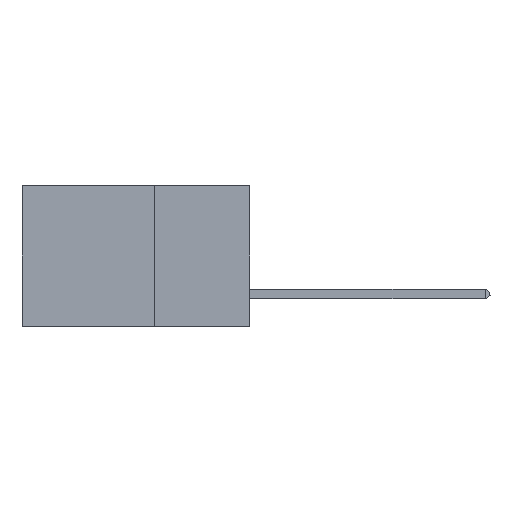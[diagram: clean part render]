
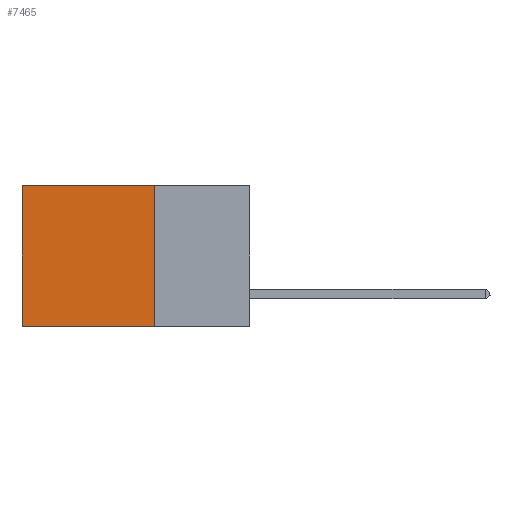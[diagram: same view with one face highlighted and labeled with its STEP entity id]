
A CAD part, left-side view. The second image highlights one B-rep face of the part: STEP entity #7465.
In plain terms, the highlighted planar face has unit normal (-1, 0, 0).
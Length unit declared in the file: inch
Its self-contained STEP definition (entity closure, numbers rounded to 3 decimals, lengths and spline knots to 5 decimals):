
#644 = VERTEX_POINT ( 'NONE', #10555 ) ;
#750 = EDGE_CURVE ( 'NONE', #24162, #19168, #19804, .T. ) ;
#1010 = VECTOR ( 'NONE', #20628, 39.37008 ) ;
#1563 = VECTOR ( 'NONE', #5459, 39.37008 ) ;
#4888 = CARTESIAN_POINT ( 'NONE',  ( 0.2875, 0.25, 0. ) ) ;
#5322 = CARTESIAN_POINT ( 'NONE',  ( 0.2875, 0.6, 0. ) ) ;
#5459 = DIRECTION ( 'NONE',  ( 0., 1., 0. ) ) ;
#5536 = CARTESIAN_POINT ( 'NONE',  ( 0.2875, 0.25, 0. ) ) ;
#7297 = LINE ( 'NONE', #14443, #1010 ) ;
#7465 = ADVANCED_FACE ( 'NONE', ( #12312 ), #24652, .F. ) ;
#7577 = CARTESIAN_POINT ( 'NONE',  ( 0.2875, 0.6, -0.37 ) ) ;
#8095 = CARTESIAN_POINT ( 'NONE',  ( 0.2875, 0.25, 0. ) ) ;
#10317 = VERTEX_POINT ( 'NONE', #7577 ) ;
#10555 = CARTESIAN_POINT ( 'NONE',  ( 0.2875, 0.25, -0.37 ) ) ;
#12312 = FACE_OUTER_BOUND ( 'NONE', #25205, .T. ) ;
#12647 = DIRECTION ( 'NONE',  ( 0., 0., -1. ) ) ;
#14176 = CARTESIAN_POINT ( 'NONE',  ( 0.2875, 0.6, 0. ) ) ;
#14443 = CARTESIAN_POINT ( 'NONE',  ( 0.2875, 0.25, -0.37 ) ) ;
#14904 = VECTOR ( 'NONE', #25940, 39.37008 ) ;
#15059 = VECTOR ( 'NONE', #22369, 39.37008 ) ;
#17315 = ORIENTED_EDGE ( 'NONE', *, *, #750, .T. ) ;
#17611 = AXIS2_PLACEMENT_3D ( 'NONE', #23945, #24750, #12647 ) ;
#18082 = EDGE_CURVE ( 'NONE', #24162, #644, #24394, .T. ) ;
#19168 = VERTEX_POINT ( 'NONE', #5322 ) ;
#19804 = LINE ( 'NONE', #5536, #1563 ) ;
#20082 = ORIENTED_EDGE ( 'NONE', *, *, #21797, .F. ) ;
#20628 = DIRECTION ( 'NONE',  ( 0., 1., 0. ) ) ;
#21031 = ORIENTED_EDGE ( 'NONE', *, *, #23732, .T. ) ;
#21797 = EDGE_CURVE ( 'NONE', #644, #10317, #7297, .T. ) ;
#22369 = DIRECTION ( 'NONE',  ( 0., 0., -1. ) ) ;
#23285 = LINE ( 'NONE', #14176, #15059 ) ;
#23732 = EDGE_CURVE ( 'NONE', #19168, #10317, #23285, .T. ) ;
#23945 = CARTESIAN_POINT ( 'NONE',  ( 0.2875, 0.25, 0. ) ) ;
#24162 = VERTEX_POINT ( 'NONE', #4888 ) ;
#24394 = LINE ( 'NONE', #8095, #14904 ) ;
#24652 = PLANE ( 'NONE',  #17611 ) ;
#24750 = DIRECTION ( 'NONE',  ( 1., 0., 0. ) ) ;
#25205 = EDGE_LOOP ( 'NONE', ( #21031, #20082, #25784, #17315 ) ) ;
#25784 = ORIENTED_EDGE ( 'NONE', *, *, #18082, .F. ) ;
#25940 = DIRECTION ( 'NONE',  ( 0., 0., -1. ) ) ;
